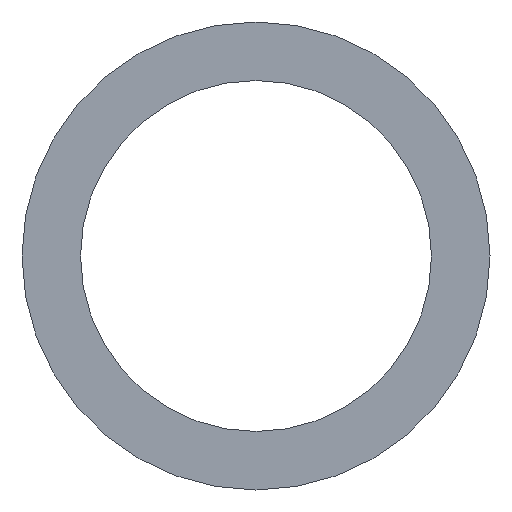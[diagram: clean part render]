
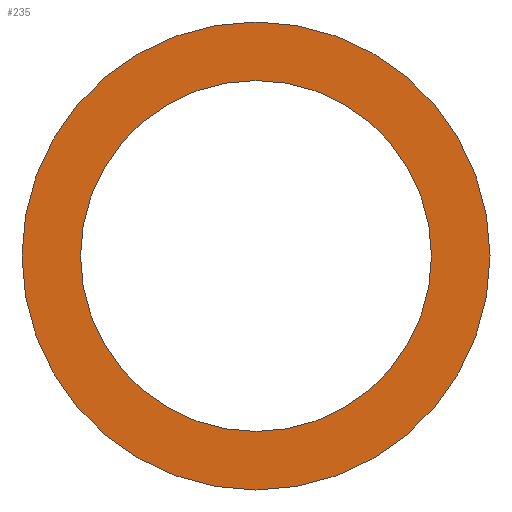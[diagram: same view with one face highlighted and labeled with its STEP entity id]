
A CAD part, left-side view. The second image highlights one B-rep face of the part: STEP entity #235.
In plain terms, the highlighted planar face has unit normal (-1, 0, 0).
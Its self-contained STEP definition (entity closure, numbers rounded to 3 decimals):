
#6 = ORIENTED_EDGE ( 'NONE', *, *, #91, .F. ) ;
#12 = ORIENTED_EDGE ( 'NONE', *, *, #192, .T. ) ;
#13 = DIRECTION ( 'NONE',  ( 1., 0., 0. ) ) ;
#28 = CARTESIAN_POINT ( 'NONE',  ( -1.3, 0., 4. ) ) ;
#38 = CARTESIAN_POINT ( 'NONE',  ( -1.3, 0., -3. ) ) ;
#50 = DIRECTION ( 'NONE',  ( 0., 0., -1. ) ) ;
#51 = AXIS2_PLACEMENT_3D ( 'NONE', #173, #209, #150 ) ;
#53 = CIRCLE ( 'NONE', #112, 4. ) ;
#59 = EDGE_LOOP ( 'NONE', ( #12, #200 ) ) ;
#67 = CARTESIAN_POINT ( 'NONE',  ( -1.3, 0., 0. ) ) ;
#73 = VERTEX_POINT ( 'NONE', #28 ) ;
#84 = CARTESIAN_POINT ( 'NONE',  ( -1.3, 0., 3. ) ) ;
#91 = EDGE_CURVE ( 'NONE', #95, #73, #155, .T. ) ;
#95 = VERTEX_POINT ( 'NONE', #107 ) ;
#100 = EDGE_CURVE ( 'NONE', #236, #101, #197, .T. ) ;
#101 = VERTEX_POINT ( 'NONE', #84 ) ;
#105 = DIRECTION ( 'NONE',  ( 0., 0., -1. ) ) ;
#107 = CARTESIAN_POINT ( 'NONE',  ( -1.3, 0., -4. ) ) ;
#112 = AXIS2_PLACEMENT_3D ( 'NONE', #135, #185, #187 ) ;
#121 = AXIS2_PLACEMENT_3D ( 'NONE', #67, #13, #105 ) ;
#135 = CARTESIAN_POINT ( 'NONE',  ( -1.3, 0., 0. ) ) ;
#137 = DIRECTION ( 'NONE',  ( 1., 0., 0. ) ) ;
#150 = DIRECTION ( 'NONE',  ( 0., 0., -1. ) ) ;
#155 = CIRCLE ( 'NONE', #167, 4. ) ;
#159 = EDGE_LOOP ( 'NONE', ( #163, #6 ) ) ;
#162 = CIRCLE ( 'NONE', #51, 3. ) ;
#163 = ORIENTED_EDGE ( 'NONE', *, *, #189, .F. ) ;
#167 = AXIS2_PLACEMENT_3D ( 'NONE', #225, #227, #50 ) ;
#173 = CARTESIAN_POINT ( 'NONE',  ( -1.3, 0., 0. ) ) ;
#174 = CARTESIAN_POINT ( 'NONE',  ( -1.3, 0., 0. ) ) ;
#181 = AXIS2_PLACEMENT_3D ( 'NONE', #174, #137, #216 ) ;
#185 = DIRECTION ( 'NONE',  ( 1., 0., 0. ) ) ;
#187 = DIRECTION ( 'NONE',  ( 0., 0., -1. ) ) ;
#189 = EDGE_CURVE ( 'NONE', #73, #95, #53, .T. ) ;
#192 = EDGE_CURVE ( 'NONE', #101, #236, #162, .T. ) ;
#194 = PLANE ( 'NONE',  #181 ) ;
#197 = CIRCLE ( 'NONE', #121, 3. ) ;
#200 = ORIENTED_EDGE ( 'NONE', *, *, #100, .T. ) ;
#209 = DIRECTION ( 'NONE',  ( 1., 0., 0. ) ) ;
#216 = DIRECTION ( 'NONE',  ( 0., 0., -1. ) ) ;
#225 = CARTESIAN_POINT ( 'NONE',  ( -1.3, 0., 0. ) ) ;
#227 = DIRECTION ( 'NONE',  ( 1., 0., 0. ) ) ;
#235 = ADVANCED_FACE ( 'NONE', ( #246, #249 ), #194, .F. ) ;
#236 = VERTEX_POINT ( 'NONE', #38 ) ;
#246 = FACE_OUTER_BOUND ( 'NONE', #159, .T. ) ;
#249 = FACE_BOUND ( 'NONE', #59, .T. ) ;
